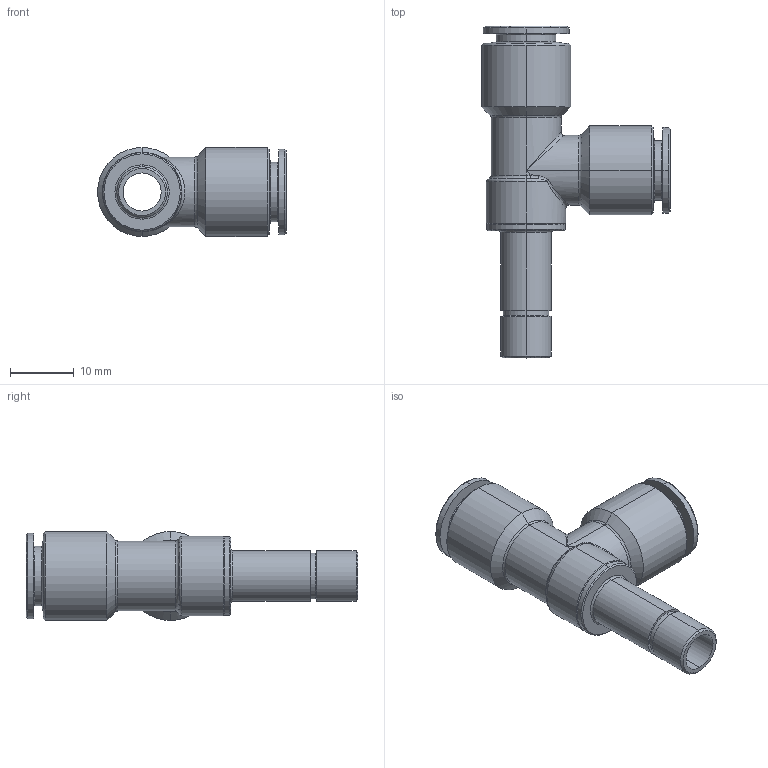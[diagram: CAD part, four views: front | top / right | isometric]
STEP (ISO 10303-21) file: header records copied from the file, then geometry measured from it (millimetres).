
FILE_DESCRIPTION (( 'STEP AP203' ), '1' );
FILE_NAME ('A0354040.STEP', '2009-12-16T12:50:04', ( 'Gabriele' ), ( 'C.Matic srl' ), 'SwSTEP 2.0', 'SolidWorks 2009', '' );
FILE_SCHEMA (( 'CONFIG_CONTROL_DESIGN' ));
Length unit declared in the file: millimetre
Products named in the file (1): A0354040
Bounding box: 29.7 x 52.2 x 14 mm (x, y, z)
Volume: 4414.7 mm3; surface area: 4566.5 mm2
Topology: 1 solids, 1 shells, 110 faces, 230 edges, 124 vertices
Faces by surface type: cone 39, cylinder 37, torus 12, plane 10, bspline 8, sphere 4
Entity records: 3799 total; most frequent: CARTESIAN_POINT 1381, DIRECTION 546, ORIENTED_EDGE 452, AXIS2_PLACEMENT_3D 235, EDGE_CURVE 226, CIRCLE 132, VERTEX_POINT 124, EDGE_LOOP 120
